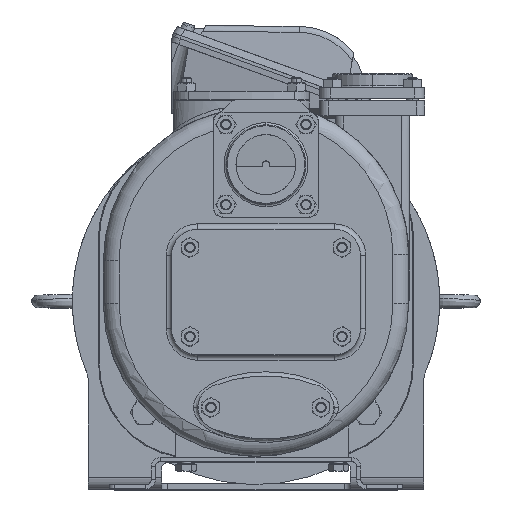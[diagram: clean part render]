
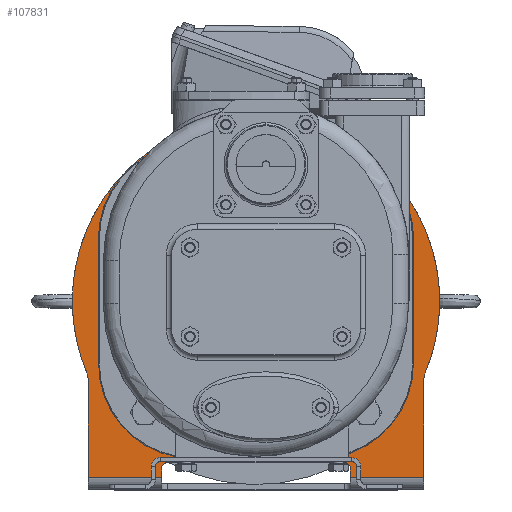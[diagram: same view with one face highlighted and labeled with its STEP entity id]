
A CAD part, top view. The second image highlights one B-rep face of the part: STEP entity #107831.
In plain terms, the highlighted planar face has unit normal (0, 0, 1).
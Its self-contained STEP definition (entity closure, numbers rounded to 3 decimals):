
#17905=CARTESIAN_POINT('',(-84.,-10.,-502.5));
#17906=DIRECTION('',(0.,0.,-1.));
#17907=DIRECTION('',(-1.,0.,0.));
#17908=AXIS2_PLACEMENT_3D('',#17905,#17906,#17907);
#17958=DIRECTION('',(1.,0.,0.));
#17959=VECTOR('',#17958,70.);
#17960=CARTESIAN_POINT('',(-160.,-18.,-502.5));
#17961=LINE('',#17960,#17959);
#18173=DIRECTION('',(1.,0.,0.));
#18174=VECTOR('',#18173,70.);
#18175=CARTESIAN_POINT('',(90.,-18.,-502.5));
#18176=LINE('',#18175,#18174);
#18186=CARTESIAN_POINT('',(0.,150.,-502.5));
#18187=DIRECTION('',(0.,0.,-1.));
#18188=DIRECTION('',(-0.923,-0.385,0.));
#18189=AXIS2_PLACEMENT_3D('',#18186,#18187,#18188);
#18191=DIRECTION('',(0.,-1.,0.));
#18192=VECTOR('',#18191,93.);
#18193=CARTESIAN_POINT('',(160.,75.,-502.5));
#18194=LINE('',#18193,#18192);
#18195=DIRECTION('',(0.,1.,0.));
#18196=VECTOR('',#18195,8.);
#18197=CARTESIAN_POINT('',(90.,-18.,-502.5));
#18198=LINE('',#18197,#18196);
#18199=DIRECTION('',(-1.,0.,0.));
#18200=VECTOR('',#18199,168.);
#18201=CARTESIAN_POINT('',(84.,-4.,-502.5));
#18202=LINE('',#18201,#18200);
#18203=DIRECTION('',(0.,1.,0.));
#18204=VECTOR('',#18203,8.);
#18205=CARTESIAN_POINT('',(-90.,-18.,-502.5));
#18206=LINE('',#18205,#18204);
#18207=DIRECTION('',(0.,1.,0.));
#18208=VECTOR('',#18207,93.);
#18209=CARTESIAN_POINT('',(-160.,-18.,-502.5));
#18210=LINE('',#18209,#18208);
#18224=CARTESIAN_POINT('',(-180.,75.,-502.5));
#18225=DIRECTION('',(0.,0.,-1.));
#18226=DIRECTION('',(0.923,0.385,0.));
#18227=AXIS2_PLACEMENT_3D('',#18224,#18225,#18226);
#18242=CARTESIAN_POINT('',(180.,75.,-502.5));
#18243=DIRECTION('',(0.,0.,-1.));
#18244=DIRECTION('',(-1.,0.,0.));
#18245=AXIS2_PLACEMENT_3D('',#18242,#18243,#18244);
#18260=CARTESIAN_POINT('',(84.,-10.,-502.5));
#18261=DIRECTION('',(0.,0.,-1.));
#18262=DIRECTION('',(0.,1.,0.));
#18263=AXIS2_PLACEMENT_3D('',#18260,#18261,#18262);
#18265=CARTESIAN_POINT('',(60.,210.,-502.5));
#18266=DIRECTION('',(0.,0.,1.));
#18267=DIRECTION('',(1.,0.,0.));
#18268=AXIS2_PLACEMENT_3D('',#18265,#18266,#18267);
#18279=DIRECTION('',(0.,1.,0.));
#18280=VECTOR('',#18279,120.);
#18281=CARTESIAN_POINT('',(150.,90.,-502.5));
#18282=LINE('',#18281,#18280);
#18291=CARTESIAN_POINT('',(60.,90.,-502.5));
#18292=DIRECTION('',(0.,0.,1.));
#18293=DIRECTION('',(0.,-1.,0.));
#18294=AXIS2_PLACEMENT_3D('',#18291,#18292,#18293);
#18305=DIRECTION('',(1.,0.,0.));
#18306=VECTOR('',#18305,120.);
#18307=CARTESIAN_POINT('',(-60.,0.,-502.5));
#18308=LINE('',#18307,#18306);
#18317=CARTESIAN_POINT('',(-60.,90.,-502.5));
#18318=DIRECTION('',(0.,0.,1.));
#18319=DIRECTION('',(-1.,0.,0.));
#18320=AXIS2_PLACEMENT_3D('',#18317,#18318,#18319);
#18331=DIRECTION('',(0.,-1.,0.));
#18332=VECTOR('',#18331,120.);
#18333=CARTESIAN_POINT('',(-150.,210.,-502.5));
#18334=LINE('',#18333,#18332);
#18343=CARTESIAN_POINT('',(-60.,210.,-502.5));
#18344=DIRECTION('',(0.,0.,1.));
#18345=DIRECTION('',(0.,1.,0.));
#18346=AXIS2_PLACEMENT_3D('',#18343,#18344,#18345);
#18357=DIRECTION('',(-1.,0.,0.));
#18358=VECTOR('',#18357,120.);
#18359=CARTESIAN_POINT('',(60.,300.,-502.5));
#18360=LINE('',#18359,#18358);
#80270=CARTESIAN_POINT('',(-84.,-4.,-502.5));
#80272=VERTEX_POINT('',#80270);
#80274=CARTESIAN_POINT('',(-90.,-10.,-502.5));
#80276=VERTEX_POINT('',#80274);
#80286=CARTESIAN_POINT('',(90.,-10.,-502.5));
#80288=VERTEX_POINT('',#80286);
#80290=CARTESIAN_POINT('',(84.,-4.,-502.5));
#80292=VERTEX_POINT('',#80290);
#80301=CARTESIAN_POINT('',(-90.,-18.,-502.5));
#80302=VERTEX_POINT('',#80301);
#80303=CARTESIAN_POINT('',(90.,-18.,-502.5));
#80304=VERTEX_POINT('',#80303);
#80309=CARTESIAN_POINT('',(160.,75.,-502.5));
#80310=CARTESIAN_POINT('',(160.,-18.,-502.5));
#80311=VERTEX_POINT('',#80309);
#80312=VERTEX_POINT('',#80310);
#80317=CARTESIAN_POINT('',(-160.,-18.,-502.5));
#80318=CARTESIAN_POINT('',(-160.,75.,-502.5));
#80319=VERTEX_POINT('',#80317);
#80320=VERTEX_POINT('',#80318);
#80327=CARTESIAN_POINT('',(-161.538,82.692,-502.5));
#80328=VERTEX_POINT('',#80327);
#80331=CARTESIAN_POINT('',(161.538,82.692,-502.5));
#80332=VERTEX_POINT('',#80331);
#80333=CARTESIAN_POINT('',(150.,210.,-502.5));
#80334=CARTESIAN_POINT('',(60.,300.,-502.5));
#80335=VERTEX_POINT('',#80333);
#80336=VERTEX_POINT('',#80334);
#80337=CARTESIAN_POINT('',(-60.,300.,-502.5));
#80338=VERTEX_POINT('',#80337);
#80339=CARTESIAN_POINT('',(-150.,210.,-502.5));
#80340=VERTEX_POINT('',#80339);
#80341=CARTESIAN_POINT('',(-150.,90.,-502.5));
#80342=VERTEX_POINT('',#80341);
#80343=CARTESIAN_POINT('',(-60.,0.,-502.5));
#80344=VERTEX_POINT('',#80343);
#80345=CARTESIAN_POINT('',(60.,0.,-502.5));
#80346=VERTEX_POINT('',#80345);
#80347=CARTESIAN_POINT('',(150.,90.,-502.5));
#80348=VERTEX_POINT('',#80347);
#107787=CARTESIAN_POINT('',(0.,150.,-502.5));
#107788=DIRECTION('',(0.,0.,-1.));
#107789=DIRECTION('',(-1.,0.,0.));
#107790=AXIS2_PLACEMENT_3D('',#107787,#107788,#107789);
#107791=PLANE('',#107790);
#107793=ORIENTED_EDGE('',*,*,#107792,.T.);
#107795=ORIENTED_EDGE('',*,*,#107794,.F.);
#107797=ORIENTED_EDGE('',*,*,#107796,.T.);
#107798=ORIENTED_EDGE('',*,*,#107780,.F.);
#107800=ORIENTED_EDGE('',*,*,#107799,.T.);
#107802=ORIENTED_EDGE('',*,*,#107801,.F.);
#107803=ORIENTED_EDGE('',*,*,#107470,.T.);
#107804=ORIENTED_EDGE('',*,*,#107487,.F.);
#107805=ORIENTED_EDGE('',*,*,#107501,.F.);
#107806=ORIENTED_EDGE('',*,*,#107559,.F.);
#107808=ORIENTED_EDGE('',*,*,#107807,.T.);
#107810=ORIENTED_EDGE('',*,*,#107809,.F.);
#107811=EDGE_LOOP('',(#107793,#107795,#107797,#107798,#107800,#107802,#107803,
#107804,#107805,#107806,#107808,#107810));
#107812=FACE_OUTER_BOUND('',#107811,.F.);
#107814=ORIENTED_EDGE('',*,*,#107813,.T.);
#107816=ORIENTED_EDGE('',*,*,#107815,.T.);
#107818=ORIENTED_EDGE('',*,*,#107817,.T.);
#107820=ORIENTED_EDGE('',*,*,#107819,.T.);
#107822=ORIENTED_EDGE('',*,*,#107821,.T.);
#107824=ORIENTED_EDGE('',*,*,#107823,.T.);
#107826=ORIENTED_EDGE('',*,*,#107825,.T.);
#107828=ORIENTED_EDGE('',*,*,#107827,.T.);
#107829=EDGE_LOOP('',(#107814,#107816,#107818,#107820,#107822,#107824,#107826,
#107828));
#107830=FACE_BOUND('',#107829,.F.);
#107831=ADVANCED_FACE('',(#107812,#107830),#107791,.F.);
#17909=CIRCLE('',#17908,6.);
#18190=CIRCLE('',#18189,175.);
#18228=CIRCLE('',#18227,20.);
#18246=CIRCLE('',#18245,20.);
#18264=CIRCLE('',#18263,6.);
#18269=CIRCLE('',#18268,90.);
#18295=CIRCLE('',#18294,90.);
#18321=CIRCLE('',#18320,90.);
#18347=CIRCLE('',#18346,90.);
#107470=EDGE_CURVE('',#80292,#80272,#18202,.T.);
#107487=EDGE_CURVE('',#80276,#80272,#17909,.T.);
#107501=EDGE_CURVE('',#80302,#80276,#18206,.T.);
#107559=EDGE_CURVE('',#80319,#80302,#17961,.T.);
#107780=EDGE_CURVE('',#80304,#80312,#18176,.T.);
#107792=EDGE_CURVE('',#80328,#80332,#18190,.T.);
#107794=EDGE_CURVE('',#80311,#80332,#18246,.T.);
#107796=EDGE_CURVE('',#80311,#80312,#18194,.T.);
#107799=EDGE_CURVE('',#80304,#80288,#18198,.T.);
#107801=EDGE_CURVE('',#80292,#80288,#18264,.T.);
#107807=EDGE_CURVE('',#80319,#80320,#18210,.T.);
#107809=EDGE_CURVE('',#80328,#80320,#18228,.T.);
#107813=EDGE_CURVE('',#80335,#80336,#18269,.T.);
#107815=EDGE_CURVE('',#80336,#80338,#18360,.T.);
#107817=EDGE_CURVE('',#80338,#80340,#18347,.T.);
#107819=EDGE_CURVE('',#80340,#80342,#18334,.T.);
#107821=EDGE_CURVE('',#80342,#80344,#18321,.T.);
#107823=EDGE_CURVE('',#80344,#80346,#18308,.T.);
#107825=EDGE_CURVE('',#80346,#80348,#18295,.T.);
#107827=EDGE_CURVE('',#80348,#80335,#18282,.T.);
